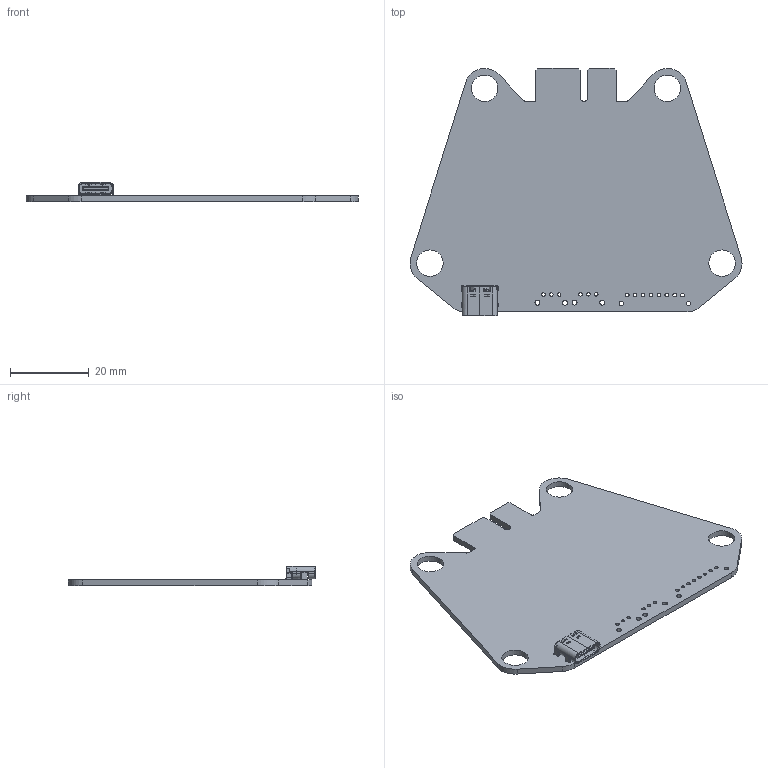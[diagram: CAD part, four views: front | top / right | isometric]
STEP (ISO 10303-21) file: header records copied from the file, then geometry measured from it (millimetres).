
FILE_DESCRIPTION(('KiCad electronic assembly'),'2;1');
FILE_NAME('board.step','2025-09-16T03:16:17',('Pcbnew'),('Kicad'), 'Open CASCADE STEP processor 7.6','KiCad to STEP converter','Unknown' );
FILE_SCHEMA(('AUTOMOTIVE_DESIGN { 1 0 10303 214 1 1 1 1 }'));
Length unit declared in the file: millimetre
Products named in the file (3): board 1; USB_C_Receptacle_GCT_USB4105-xx-A_16P_TopMnt_Horizontal; ECM_PCB
Assembly tree (2 placements, depth 2):
  board 1
    USB_C_Receptacle_GCT_USB4105-xx-A_16P_TopMnt_Horizontal
    ECM_PCB
Bounding box: 84.09 x 62.69 x 4.91 mm (x, y, z)
Volume: 6203 mm3; surface area: 9277.6 mm2
Topology: 37 solids, 37 shells, 722 faces, 1822 edges, 1164 vertices
Faces by surface type: plane 529, cylinder 185, cone 8
Full cylindrical faces by diameter (mm): 0.5 x2, 0.6 x2, 0.9 x6, 0.914 x8, 1.1 x2, 1.25 x4, 6.7 x4
Entity records: 21589 total; most frequent: CARTESIAN_POINT 3815, ORIENTED_EDGE 3644, DIRECTION 3636, EDGE_CURVE 1822, LINE 1434, VECTOR 1434, VERTEX_POINT 1164, AXIS2_PLACEMENT_3D 1101
